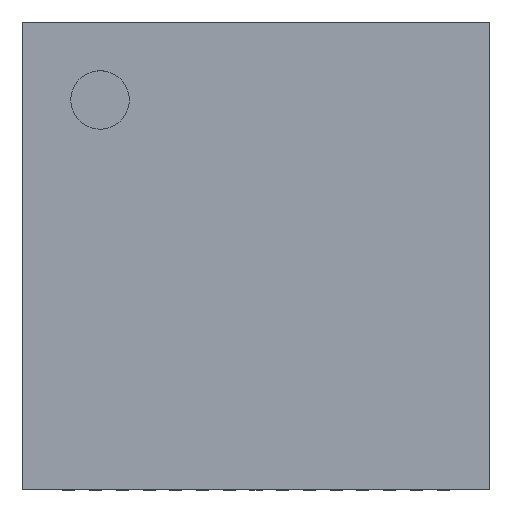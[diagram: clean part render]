
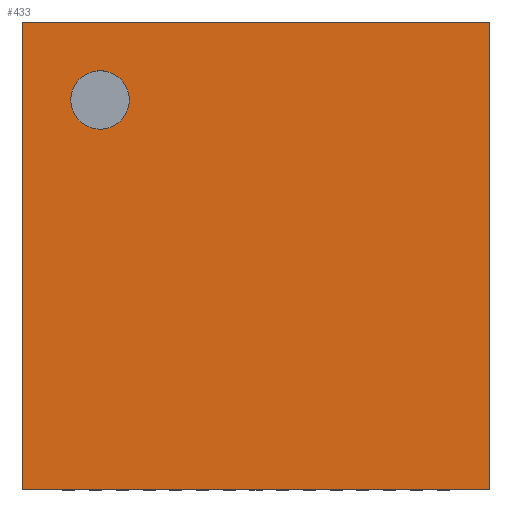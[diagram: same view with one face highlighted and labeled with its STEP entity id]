
A CAD part, top view. The second image highlights one B-rep face of the part: STEP entity #433.
In plain terms, the highlighted planar face has unit normal (0, 0, 1).
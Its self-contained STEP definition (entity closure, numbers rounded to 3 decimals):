
#369 = VERTEX_POINT('',#370);
#370 = CARTESIAN_POINT('',(0.,0.,0.9));
#385 = VERTEX_POINT('',#386);
#386 = CARTESIAN_POINT('',(0.,7.,0.9));
#392 = EDGE_CURVE('',#369,#385,#393,.T.);
#393 = LINE('',#394,#395);
#394 = CARTESIAN_POINT('',(0.,0.,0.9));
#395 = VECTOR('',#396,1.);
#396 = DIRECTION('',(0.,1.,0.));
#415 = EDGE_CURVE('',#369,#416,#418,.T.);
#416 = VERTEX_POINT('',#417);
#417 = CARTESIAN_POINT('',(7.,0.,0.9));
#418 = LINE('',#419,#420);
#419 = CARTESIAN_POINT('',(0.,0.,0.9));
#420 = VECTOR('',#421,1.);
#421 = DIRECTION('',(1.,0.,0.));
#433 = ADVANCED_FACE('',(#434,#452),#463,.T.);
#434 = FACE_BOUND('',#435,.T.);
#435 = EDGE_LOOP('',(#436,#437,#438,#446));
#436 = ORIENTED_EDGE('',*,*,#392,.F.);
#437 = ORIENTED_EDGE('',*,*,#415,.T.);
#438 = ORIENTED_EDGE('',*,*,#439,.T.);
#439 = EDGE_CURVE('',#416,#440,#442,.T.);
#440 = VERTEX_POINT('',#441);
#441 = CARTESIAN_POINT('',(7.,7.,0.9));
#442 = LINE('',#443,#444);
#443 = CARTESIAN_POINT('',(7.,0.,0.9));
#444 = VECTOR('',#445,1.);
#445 = DIRECTION('',(0.,1.,0.));
#446 = ORIENTED_EDGE('',*,*,#447,.F.);
#447 = EDGE_CURVE('',#385,#440,#448,.T.);
#448 = LINE('',#449,#450);
#449 = CARTESIAN_POINT('',(0.,7.,0.9));
#450 = VECTOR('',#451,1.);
#451 = DIRECTION('',(1.,0.,0.));
#452 = FACE_BOUND('',#453,.T.);
#453 = EDGE_LOOP('',(#454));
#454 = ORIENTED_EDGE('',*,*,#455,.F.);
#455 = EDGE_CURVE('',#456,#456,#458,.T.);
#456 = VERTEX_POINT('',#457);
#457 = CARTESIAN_POINT('',(1.604,5.833,0.9));
#458 = CIRCLE('',#459,0.438);
#459 = AXIS2_PLACEMENT_3D('',#460,#461,#462);
#460 = CARTESIAN_POINT('',(1.167,5.833,0.9));
#461 = DIRECTION('',(0.,0.,1.));
#462 = DIRECTION('',(1.,0.,0.));
#463 = PLANE('',#464);
#464 = AXIS2_PLACEMENT_3D('',#465,#466,#467);
#465 = CARTESIAN_POINT('',(0.,0.,0.9));
#466 = DIRECTION('',(0.,0.,1.));
#467 = DIRECTION('',(1.,0.,0.));
